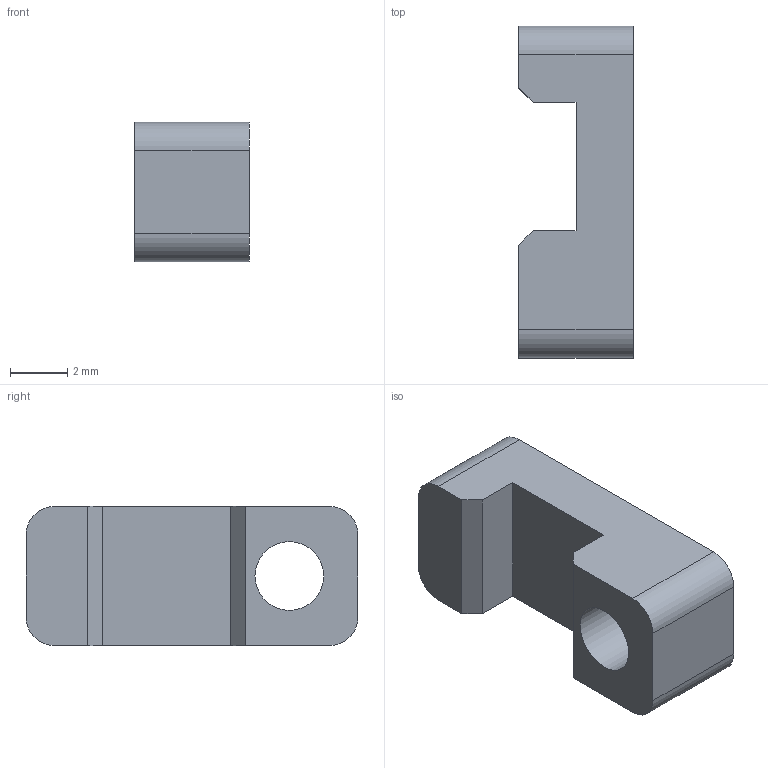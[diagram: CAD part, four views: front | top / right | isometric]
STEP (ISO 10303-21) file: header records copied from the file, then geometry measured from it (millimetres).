
FILE_DESCRIPTION(/* description */ (''),/* implementation_level */ '2;1');
FILE_NAME(/* name */ 'wire-anchor.step',/* time_stamp */ '2023-09-13T07:55:14-04:00',/* author */ (''),/* organization */ (''),/* preprocessor_version */ 'ST-DEVELOPER v20',/* originating_system */ 'Autodesk Translation Framework v12.9.0.99',/* authorisation */ '');
FILE_SCHEMA (('AUTOMOTIVE_DESIGN { 1 0 10303 214 3 1 1 }'));
Length unit declared in the file: millimetre
Products named in the file (1): wire-anchor
Bounding box: 4 x 11.6 x 4.87 mm (x, y, z)
Volume: 159.4 mm3; surface area: 255.4 mm2
Topology: 1 solids, 1 shells, 17 faces, 45 edges, 30 vertices
Faces by surface type: plane 12, cylinder 5
Full cylindrical faces by diameter (mm): 2.4 x1
Entity records: 573 total; most frequent: CARTESIAN_POINT 93, DIRECTION 91, ORIENTED_EDGE 90, EDGE_CURVE 45, LINE 35, VECTOR 35, VERTEX_POINT 30, AXIS2_PLACEMENT_3D 28
